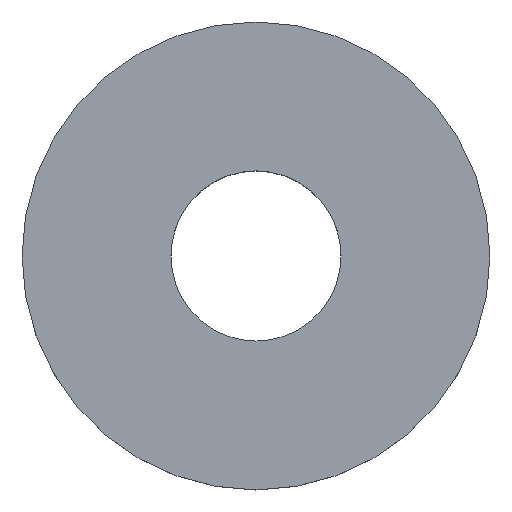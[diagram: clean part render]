
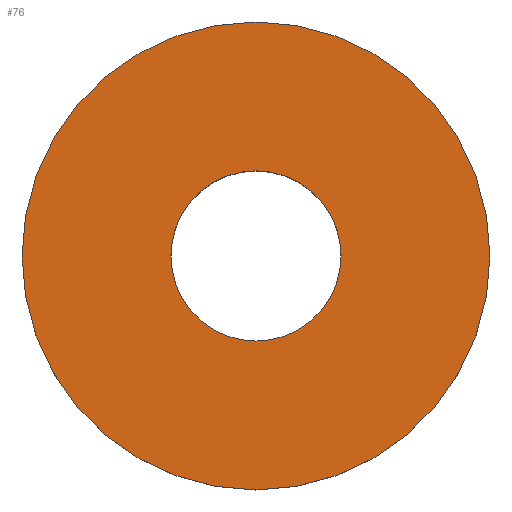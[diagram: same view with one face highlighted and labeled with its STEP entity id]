
A CAD part, top view. The second image highlights one B-rep face of the part: STEP entity #76.
In plain terms, the highlighted planar face has unit normal (0, 0, 1).
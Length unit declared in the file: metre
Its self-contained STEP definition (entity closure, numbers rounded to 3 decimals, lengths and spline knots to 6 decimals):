
#13=PLANE('',#101);
#23=ORIENTED_EDGE('',*,*,#31,.T.);
#24=ORIENTED_EDGE('',*,*,#28,.F.);
#28=EDGE_CURVE('',#34,#34,#40,.T.);
#31=EDGE_CURVE('',#37,#37,#43,.T.);
#34=VERTEX_POINT('',#134);
#37=VERTEX_POINT('',#143);
#40=CIRCLE('',#93,0.004);
#43=CIRCLE('',#99,0.011);
#53=EDGE_LOOP('',(#23));
#54=EDGE_LOOP('',(#24));
#65=FACE_BOUND('',#53,.T.);
#66=FACE_BOUND('',#54,.T.);
#76=ADVANCED_FACE('',(#65,#66),#13,.T.);
#93=AXIS2_PLACEMENT_3D('',#133,#109,#110);
#99=AXIS2_PLACEMENT_3D('',#142,#121,#122);
#101=AXIS2_PLACEMENT_3D('',#146,#125,#126);
#109=DIRECTION('',(0.,0.,1.));
#110=DIRECTION('',(1.,0.,0.));
#121=DIRECTION('',(0.,0.,1.));
#122=DIRECTION('',(1.,0.,0.));
#125=DIRECTION('',(0.,0.,1.));
#126=DIRECTION('',(1.,0.,0.));
#133=CARTESIAN_POINT('',(0.,0.,0.005));
#134=CARTESIAN_POINT('',(0.004,0.,0.005));
#142=CARTESIAN_POINT('',(0.,0.,0.005));
#143=CARTESIAN_POINT('',(0.011,0.,0.005));
#146=CARTESIAN_POINT('',(0.,0.,0.005));
